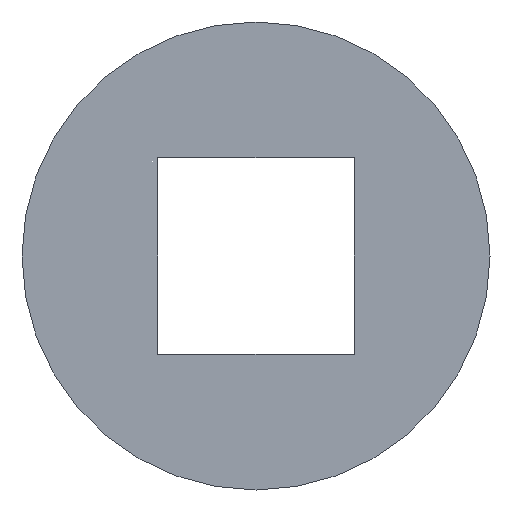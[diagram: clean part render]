
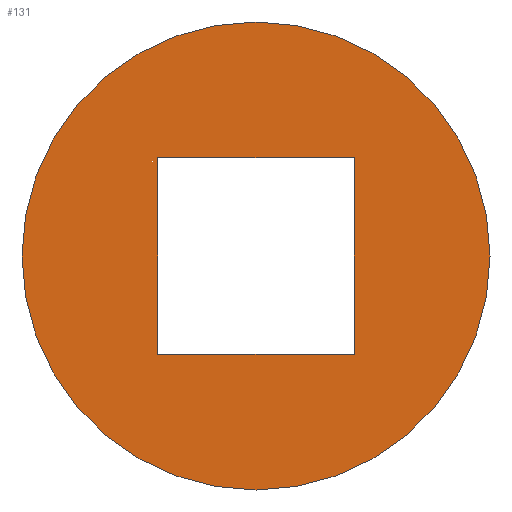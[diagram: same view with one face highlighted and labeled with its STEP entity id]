
A CAD part, front view. The second image highlights one B-rep face of the part: STEP entity #131.
In plain terms, the highlighted planar face has unit normal (0, -1, 0).
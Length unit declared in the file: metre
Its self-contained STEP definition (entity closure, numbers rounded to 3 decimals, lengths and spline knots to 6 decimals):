
#21=CIRCLE('',#151,0.0125);
#46=ORIENTED_EDGE('',*,*,#51,.F.);
#47=ORIENTED_EDGE('',*,*,#55,.T.);
#48=ORIENTED_EDGE('',*,*,#58,.T.);
#49=ORIENTED_EDGE('',*,*,#61,.F.);
#50=ORIENTED_EDGE('',*,*,#64,.T.);
#51=EDGE_CURVE('',#65,#66,#75,.T.);
#55=EDGE_CURVE('',#65,#69,#79,.T.);
#58=EDGE_CURVE('',#69,#71,#82,.T.);
#61=EDGE_CURVE('',#66,#71,#85,.T.);
#64=EDGE_CURVE('',#74,#74,#21,.T.);
#65=VERTEX_POINT('',#189);
#66=VERTEX_POINT('',#190);
#69=VERTEX_POINT('',#198);
#71=VERTEX_POINT('',#204);
#74=VERTEX_POINT('',#215);
#75=LINE('',#188,#87);
#79=LINE('',#197,#91);
#82=LINE('',#203,#94);
#85=LINE('',#209,#97);
#87=VECTOR('',#158,1.);
#91=VECTOR('',#164,1.);
#94=VECTOR('',#169,1.);
#97=VECTOR('',#174,1.);
#107=EDGE_LOOP('',(#46,#47,#48,#49));
#108=EDGE_LOOP('',(#50));
#117=FACE_BOUND('',#107,.T.);
#118=FACE_BOUND('',#108,.T.);
#124=PLANE('',#153);
#131=ADVANCED_FACE('',(#117,#118),#124,.T.);
#151=AXIS2_PLACEMENT_3D('',#214,#180,#181);
#153=AXIS2_PLACEMENT_3D('',#217,#184,#185);
#158=DIRECTION('',(0.,0.,-1.));
#164=DIRECTION('',(1.,0.,0.));
#169=DIRECTION('',(0.,0.,-1.));
#174=DIRECTION('',(1.,0.,0.));
#180=DIRECTION('',(0.,-1.,0.));
#181=DIRECTION('',(0.,0.,-1.));
#184=DIRECTION('',(0.,-1.,0.));
#185=DIRECTION('',(1.,0.,0.));
#188=CARTESIAN_POINT('',(-0.00525,0.,0.));
#189=CARTESIAN_POINT('',(-0.00525,0.,0.00525));
#190=CARTESIAN_POINT('',(-0.00525,0.,-0.00525));
#197=CARTESIAN_POINT('',(0.,0.,0.00525));
#198=CARTESIAN_POINT('',(0.00525,0.,0.00525));
#203=CARTESIAN_POINT('',(0.00525,0.,0.));
#204=CARTESIAN_POINT('',(0.00525,0.,-0.00525));
#209=CARTESIAN_POINT('',(0.,0.,-0.00525));
#214=CARTESIAN_POINT('',(0.,0.,0.));
#215=CARTESIAN_POINT('',(0.,0.,-0.0125));
#217=CARTESIAN_POINT('',(0.,0.,0.));
